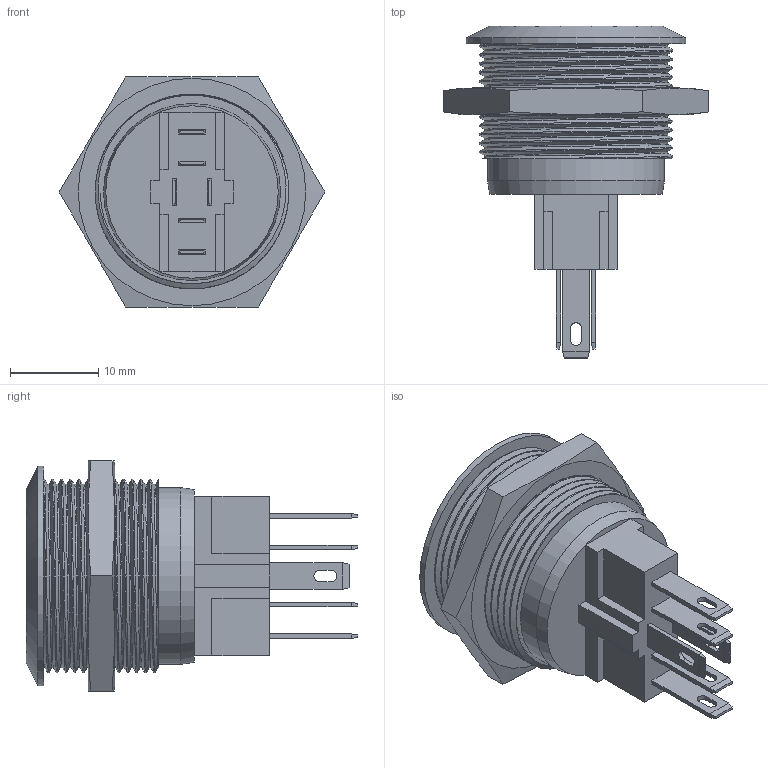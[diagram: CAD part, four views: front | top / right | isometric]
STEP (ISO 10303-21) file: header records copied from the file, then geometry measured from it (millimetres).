
FILE_DESCRIPTION(/* description */ (''),/* implementation_level */ '2;1');
FILE_NAME(/* name */ 'Moai 130_Power Switch v3.step',/* time_stamp */ '2020-02-11T14:17:33-08:00',/* author */ (''),/* organization */ (''),/* preprocessor_version */ 'ST-DEVELOPER v18',/* originating_system */ 'Autodesk Translation Framework v8.12.0.6',/* authorisation */ '');
FILE_SCHEMA (('AUTOMOTIVE_DESIGN { 1 0 10303 214 3 1 1 }'));
Length unit declared in the file: millimetre
Products named in the file (1): Moai 130_Power Switch
Bounding box: 30.02 x 37.5 x 26 mm (x, y, z)
Volume: 8603.2 mm3; surface area: 4675.3 mm2
Topology: 2 solids, 2 shells, 168 faces, 428 edges, 276 vertices
Faces by surface type: plane 106, cylinder 53, cone 5, bspline 4
Full cylindrical faces by diameter (mm): 13.8 x1, 14 x1, 20 x1, 20.741 x12, 21.035 x3, 21.884 x12, 22.152 x2, 24.8 x1
Entity records: 9431 total; most frequent: CARTESIAN_POINT 5421, ORIENTED_EDGE 856, DIRECTION 714, EDGE_CURVE 428, LINE 288, VECTOR 288, VERTEX_POINT 276, AXIS2_PLACEMENT_3D 213
